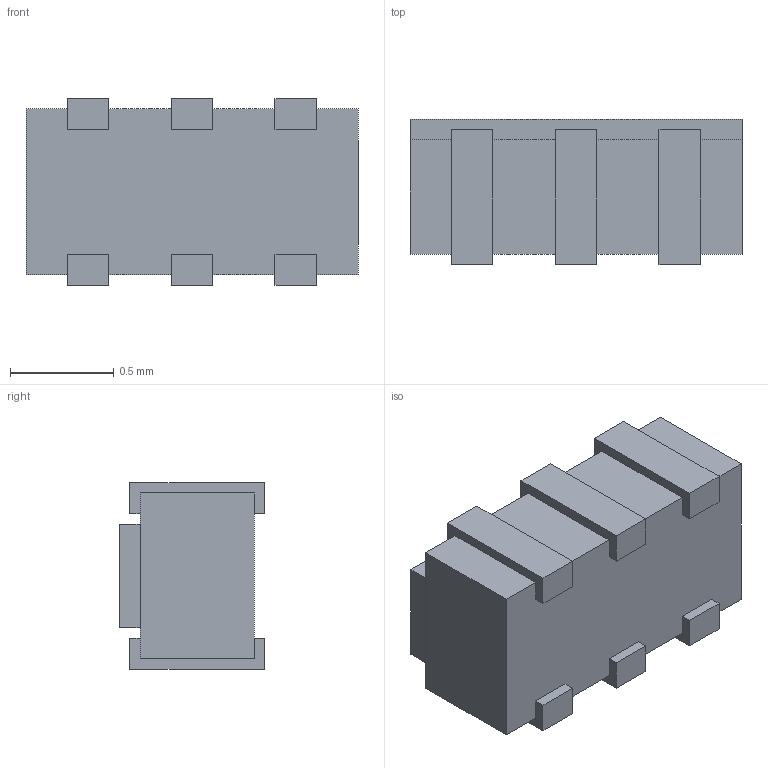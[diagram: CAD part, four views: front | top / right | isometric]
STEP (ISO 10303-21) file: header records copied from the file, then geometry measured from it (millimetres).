
FILE_DESCRIPTION (( 'STEP AP214' ), '1' );
FILE_NAME ( '0603-6PIN-1.6x0.8.STEP', '2017-06-16T11:26:36', ( '' ), ( '' ), 'Part was generated with the free Library Expert Lite available at www.PCBLibraries.com. Removing line will violate the End User License Agreement.', '©2017 PCB Libraries, Inc.', '' );
FILE_SCHEMA (( 'AUTOMOTIVE_DESIGN' ));
Length unit declared in the file: millimetre
Products named in the file (1): 0603-6PIN-1.6x0.8
Bounding box: 1.6 x 0.7 x 0.9 mm (x, y, z)
Volume: 0.8 mm3; surface area: 9.9 mm2
Topology: 8 solids, 8 shells, 72 faces, 168 edges, 112 vertices
Faces by surface type: plane 72
Entity records: 2309 total; most frequent: CARTESIAN_POINT 353, ORIENTED_EDGE 336, DIRECTION 314, VECTOR 168, LINE 168, EDGE_CURVE 168, VERTEX_POINT 112, STYLED_ITEM 81
